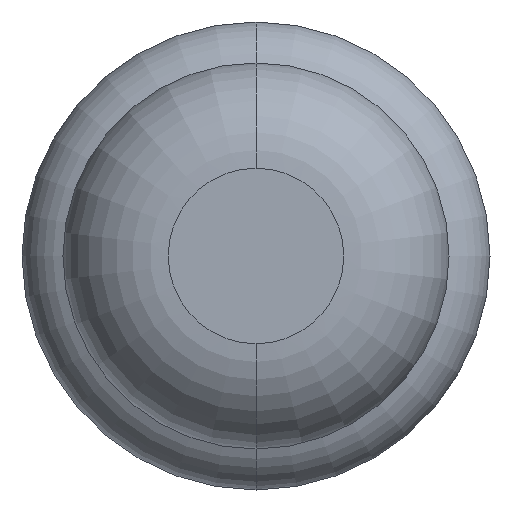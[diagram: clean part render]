
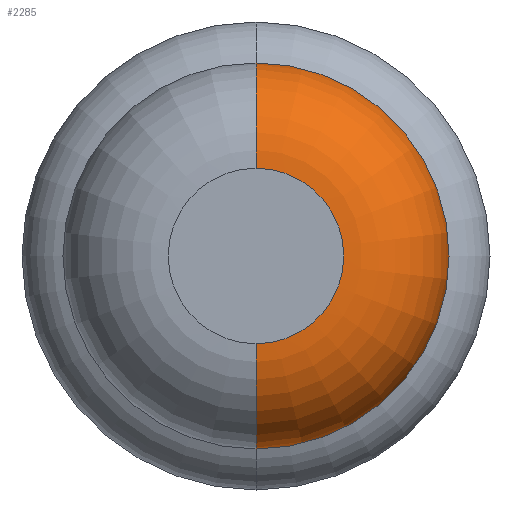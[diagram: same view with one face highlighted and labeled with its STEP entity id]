
A CAD part, front view. The second image highlights one B-rep face of the part: STEP entity #2285.
In plain terms, the highlighted toroidal (fillet/blend) face has major radius 0.375 mm and minor radius 0.45 mm.
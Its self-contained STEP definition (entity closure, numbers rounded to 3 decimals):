
#12 = AXIS2_PLACEMENT_3D ( 'NONE', #2044, #2075, #4201 ) ;
#104 = VERTEX_POINT ( 'NONE', #138 ) ;
#138 = CARTESIAN_POINT ( 'NONE',  ( 0., -30.4, 0.375 ) ) ;
#179 = DIRECTION ( 'NONE',  ( 0., 0., 1. ) ) ;
#300 = DIRECTION ( 'NONE',  ( 0., 1., 0. ) ) ;
#381 = CARTESIAN_POINT ( 'NONE',  ( 0., -29.95, -0.375 ) ) ;
#402 = AXIS2_PLACEMENT_3D ( 'NONE', #1551, #1174, #179 ) ;
#460 = DIRECTION ( 'NONE',  ( 0., 0., 1. ) ) ;
#646 = VERTEX_POINT ( 'NONE', #3705 ) ;
#821 = EDGE_CURVE ( 'NONE', #104, #646, #2722, .T. ) ;
#977 = CARTESIAN_POINT ( 'NONE',  ( 0., -30.4, -0.375 ) ) ;
#1174 = DIRECTION ( 'NONE',  ( 0., 1., 0. ) ) ;
#1486 = CIRCLE ( 'NONE', #402, 0.375 ) ;
#1537 = TOROIDAL_SURFACE ( 'NONE', #3686, 0.375, 0.45 ) ;
#1551 = CARTESIAN_POINT ( 'NONE',  ( 0., -30.4, 0. ) ) ;
#1602 = CARTESIAN_POINT ( 'NONE',  ( 0., -29.95, -0.825 ) ) ;
#1711 = EDGE_LOOP ( 'NONE', ( #2544, #2271, #2806, #2964 ) ) ;
#2044 = CARTESIAN_POINT ( 'NONE',  ( 0., -29.95, 0.375 ) ) ;
#2075 = DIRECTION ( 'NONE',  ( -1., 0., 0. ) ) ;
#2161 = EDGE_CURVE ( 'NONE', #4285, #3003, #2176, .T. ) ;
#2176 = CIRCLE ( 'NONE', #3438, 0.45 ) ;
#2271 = ORIENTED_EDGE ( 'NONE', *, *, #2161, .T. ) ;
#2285 = ADVANCED_FACE ( 'Defeature ausgef�hrt1_6', ( #3142 ), #1537, .T. ) ;
#2544 = ORIENTED_EDGE ( 'NONE', *, *, #4126, .T. ) ;
#2722 = CIRCLE ( 'NONE', #12, 0.45 ) ;
#2806 = ORIENTED_EDGE ( 'NONE', *, *, #3727, .F. ) ;
#2964 = ORIENTED_EDGE ( 'NONE', *, *, #821, .F. ) ;
#3003 = VERTEX_POINT ( 'NONE', #1602 ) ;
#3009 = DIRECTION ( 'NONE',  ( 0., 0., 1. ) ) ;
#3097 = AXIS2_PLACEMENT_3D ( 'NONE', #4060, #300, #3009 ) ;
#3142 = FACE_OUTER_BOUND ( 'NONE', #1711, .T. ) ;
#3405 = DIRECTION ( 'NONE',  ( 1., 0., 0. ) ) ;
#3438 = AXIS2_PLACEMENT_3D ( 'NONE', #381, #3405, #3749 ) ;
#3686 = AXIS2_PLACEMENT_3D ( 'NONE', #4202, #3852, #460 ) ;
#3705 = CARTESIAN_POINT ( 'NONE',  ( 0., -29.95, 0.825 ) ) ;
#3727 = EDGE_CURVE ( 'Defeature ausgef�hrt1_7+Defeature ausgef�hrt1_6+Defeature ausgef�hrt1_6+Defeature ausgef�hrt1_6', #646, #3003, #3924, .T. ) ;
#3749 = DIRECTION ( 'NONE',  ( 0., 0., -1. ) ) ;
#3852 = DIRECTION ( 'NONE',  ( 0., 1., 0. ) ) ;
#3924 = CIRCLE ( 'NONE', #3097, 0.825 ) ;
#4060 = CARTESIAN_POINT ( 'NONE',  ( 0., -29.95, 0. ) ) ;
#4126 = EDGE_CURVE ( 'Defeature ausgef�hrt1_6+Defeature ausgef�hrt1_5+Defeature ausgef�hrt1_5+Defeature ausgef�hrt1_5', #104, #4285, #1486, .T. ) ;
#4201 = DIRECTION ( 'NONE',  ( 0., 0., 1. ) ) ;
#4202 = CARTESIAN_POINT ( 'NONE',  ( 0., -29.95, 0. ) ) ;
#4285 = VERTEX_POINT ( 'NONE', #977 ) ;
